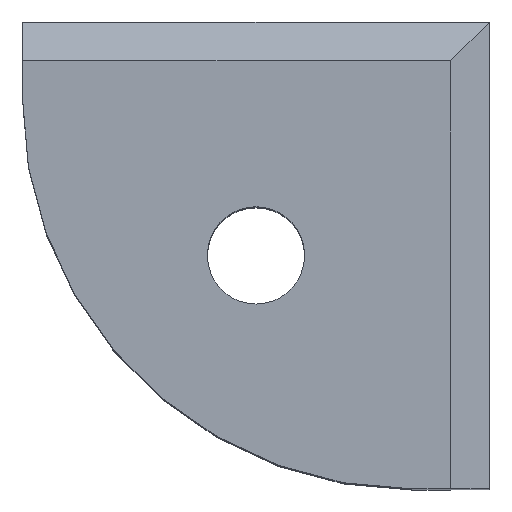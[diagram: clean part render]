
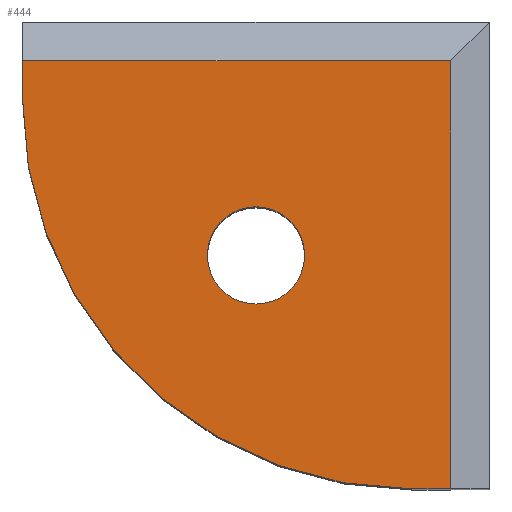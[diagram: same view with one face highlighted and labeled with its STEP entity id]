
A CAD part, top view. The second image highlights one B-rep face of the part: STEP entity #444.
In plain terms, the highlighted planar face has unit normal (0, 0, 1).
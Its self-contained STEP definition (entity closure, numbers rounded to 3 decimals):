
#24=FACE_BOUND('',#74,.T.);
#46=FACE_OUTER_BOUND('',#73,.T.);
#73=EDGE_LOOP('',(#399,#400,#401,#402,#403));
#74=EDGE_LOOP('',(#404));
#116=LINE('',#708,#168);
#121=LINE('',#719,#173);
#123=LINE('',#722,#175);
#126=LINE('',#728,#178);
#168=VECTOR('',#584,10.);
#173=VECTOR('',#593,10.);
#175=VECTOR('',#597,10.);
#178=VECTOR('',#606,10.);
#184=CIRCLE('',#480,20.);
#185=CIRCLE('',#482,2.5);
#209=VERTEX_POINT('',#674);
#210=VERTEX_POINT('',#676);
#211=VERTEX_POINT('',#680);
#220=VERTEX_POINT('',#706);
#223=VERTEX_POINT('',#716);
#224=VERTEX_POINT('',#718);
#258=EDGE_CURVE('',#209,#210,#184,.T.);
#260=EDGE_CURVE('',#211,#211,#185,.T.);
#274=EDGE_CURVE('',#209,#220,#116,.T.);
#279=EDGE_CURVE('',#223,#224,#121,.T.);
#281=EDGE_CURVE('',#224,#220,#123,.T.);
#284=EDGE_CURVE('',#223,#210,#126,.T.);
#399=ORIENTED_EDGE('',*,*,#279,.F.);
#400=ORIENTED_EDGE('',*,*,#284,.T.);
#401=ORIENTED_EDGE('',*,*,#258,.F.);
#402=ORIENTED_EDGE('',*,*,#274,.T.);
#403=ORIENTED_EDGE('',*,*,#281,.F.);
#404=ORIENTED_EDGE('',*,*,#260,.T.);
#422=PLANE('',#494);
#444=ADVANCED_FACE('',(#46,#24),#422,.T.);
#480=AXIS2_PLACEMENT_3D('',#677,#555,#556);
#482=AXIS2_PLACEMENT_3D('',#681,#560,#561);
#494=AXIS2_PLACEMENT_3D('',#729,#607,#608);
#555=DIRECTION('center_axis',(0.,0.,-1.));
#556=DIRECTION('ref_axis',(-0.707,-0.707,0.));
#560=DIRECTION('center_axis',(0.,0.,-1.));
#561=DIRECTION('ref_axis',(-1.,0.,0.));
#584=DIRECTION('',(1.,0.,0.));
#593=DIRECTION('',(1.,0.,0.));
#597=DIRECTION('',(0.,-1.,0.));
#606=DIRECTION('',(0.,-1.,0.));
#607=DIRECTION('center_axis',(0.,0.,1.));
#608=DIRECTION('ref_axis',(1.,0.,0.));
#674=CARTESIAN_POINT('',(20.,-24.,17.5));
#676=CARTESIAN_POINT('',(0.,-4.,17.5));
#677=CARTESIAN_POINT('Origin',(20.,-4.,17.5));
#680=CARTESIAN_POINT('',(14.5,-12.,17.5));
#681=CARTESIAN_POINT('Origin',(12.,-12.,17.5));
#706=CARTESIAN_POINT('',(22.,-24.,17.5));
#708=CARTESIAN_POINT('',(0.,-24.,17.5));
#716=CARTESIAN_POINT('',(0.,-2.,17.5));
#718=CARTESIAN_POINT('',(22.,-2.,17.5));
#719=CARTESIAN_POINT('',(18.,-2.,17.5));
#722=CARTESIAN_POINT('',(22.,-18.,17.5));
#728=CARTESIAN_POINT('',(0.,0.,17.5));
#729=CARTESIAN_POINT('Origin',(12.,-12.,17.5));
